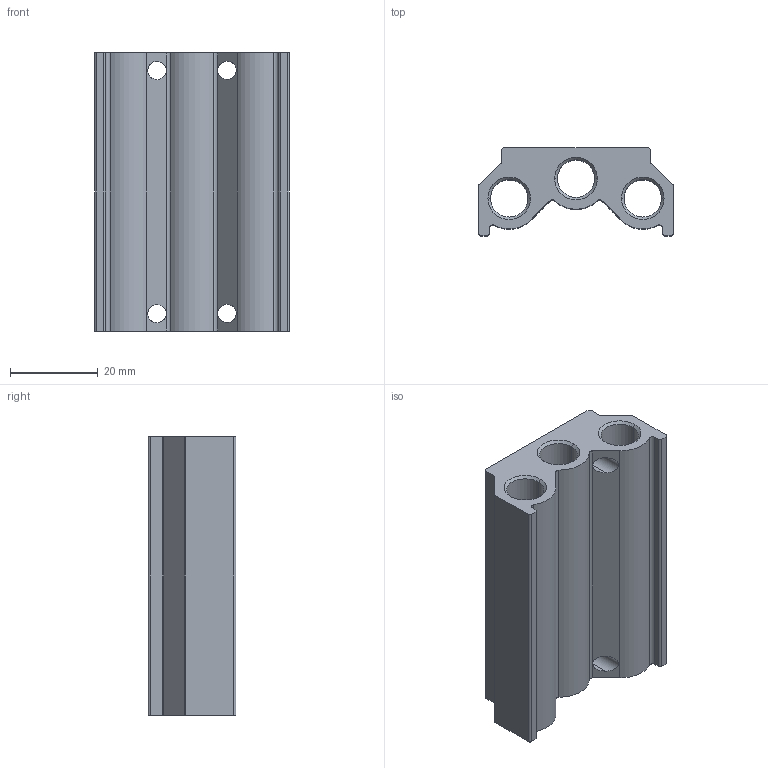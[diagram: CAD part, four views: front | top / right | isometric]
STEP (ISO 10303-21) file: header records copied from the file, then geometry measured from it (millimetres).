
FILE_DESCRIPTION (( 'STEP AP203' ), '1' );
FILE_NAME ('SV521-4F.STEP', '2022-08-02T08:24:25', ( '' ), ( '' ), 'SwSTEP 2.0', 'SolidWorks 2022', '' );
FILE_SCHEMA (( 'CONFIG_CONTROL_DESIGN' ));
Length unit declared in the file: millimetre
Products named in the file (1): SV521-4F
Bounding box: 44.5 x 20 x 63.5 mm (x, y, z)
Volume: 29872.4 mm3; surface area: 15253.1 mm2
Topology: 1 solids, 1 shells, 114 faces, 288 edges, 180 vertices
Faces by surface type: cylinder 47, cone 44, plane 23
Entity records: 3559 total; most frequent: DIRECTION 640, CARTESIAN_POINT 639, ORIENTED_EDGE 576, EDGE_CURVE 288, AXIS2_PLACEMENT_3D 253, VERTEX_POINT 180, CIRCLE 138, VECTOR 134
